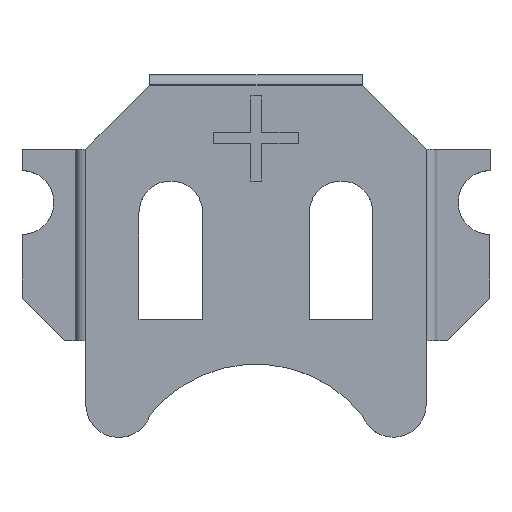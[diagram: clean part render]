
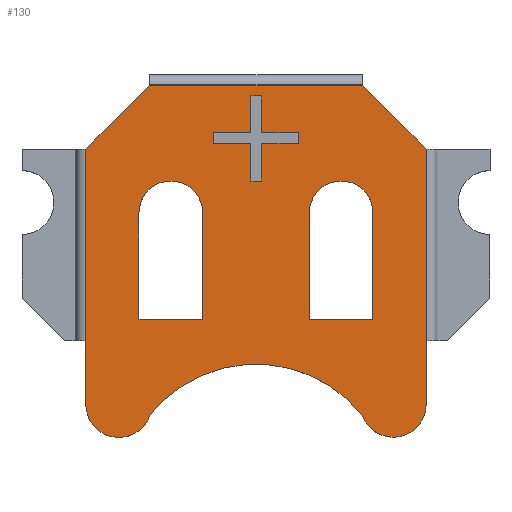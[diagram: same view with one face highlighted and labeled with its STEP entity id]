
A CAD part, top view. The second image highlights one B-rep face of the part: STEP entity #130.
In plain terms, the highlighted planar face has unit normal (0, 0, 1).
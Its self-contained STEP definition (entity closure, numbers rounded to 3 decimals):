
#22 = VERTEX_POINT('',#23);
#23 = CARTESIAN_POINT('',(-4.,3.,0.));
#31 = EDGE_CURVE('',#22,#32,#34,.T.);
#32 = VERTEX_POINT('',#33);
#33 = CARTESIAN_POINT('',(-4.,-1.5,0.));
#34 = LINE('',#35,#36);
#35 = CARTESIAN_POINT('',(-4.,3.,0.));
#36 = VECTOR('',#37,1.);
#37 = DIRECTION('',(0.,-1.,0.));
#130 = ADVANCED_FACE('',(#131,#207,#305,#340),#375,.T.);
#131 = FACE_BOUND('',#132,.T.);
#132 = EDGE_LOOP('',(#133,#143,#149,#150,#158,#167,#176,#185,#193,#201)
  );
#133 = ORIENTED_EDGE('',*,*,#134,.F.);
#134 = EDGE_CURVE('',#135,#137,#139,.T.);
#135 = VERTEX_POINT('',#136);
#136 = CARTESIAN_POINT('',(-2.5,4.5,0.));
#137 = VERTEX_POINT('',#138);
#138 = CARTESIAN_POINT('',(2.5,4.5,0.));
#139 = LINE('',#140,#141);
#140 = CARTESIAN_POINT('',(-2.5,4.5,0.));
#141 = VECTOR('',#142,1.);
#142 = DIRECTION('',(1.,0.,0.));
#143 = ORIENTED_EDGE('',*,*,#144,.T.);
#144 = EDGE_CURVE('',#135,#22,#145,.T.);
#145 = LINE('',#146,#147);
#146 = CARTESIAN_POINT('',(-2.5,4.5,0.));
#147 = VECTOR('',#148,1.);
#148 = DIRECTION('',(-0.707,-0.707,0.));
#149 = ORIENTED_EDGE('',*,*,#31,.T.);
#150 = ORIENTED_EDGE('',*,*,#151,.T.);
#151 = EDGE_CURVE('',#32,#152,#154,.T.);
#152 = VERTEX_POINT('',#153);
#153 = CARTESIAN_POINT('',(-4.,-3.,0.));
#154 = LINE('',#155,#156);
#155 = CARTESIAN_POINT('',(-4.,3.,0.));
#156 = VECTOR('',#157,1.);
#157 = DIRECTION('',(0.,-1.,0.));
#158 = ORIENTED_EDGE('',*,*,#159,.F.);
#159 = EDGE_CURVE('',#160,#152,#162,.T.);
#160 = VERTEX_POINT('',#161);
#161 = CARTESIAN_POINT('',(-2.487,-3.246,0.));
#162 = CIRCLE('',#163,0.776);
#163 = AXIS2_PLACEMENT_3D('',#164,#165,#166);
#164 = CARTESIAN_POINT('',(-3.224,-3.,0.));
#165 = DIRECTION('',(0.,0.,-1.));
#166 = DIRECTION('',(1.,0.,0.));
#167 = ORIENTED_EDGE('',*,*,#168,.T.);
#168 = EDGE_CURVE('',#160,#169,#171,.T.);
#169 = VERTEX_POINT('',#170);
#170 = CARTESIAN_POINT('',(2.5,-3.262,0.));
#171 = CIRCLE('',#172,3.194);
#172 = AXIS2_PLACEMENT_3D('',#173,#174,#175);
#173 = CARTESIAN_POINT('',(0.,-5.25,0.));
#174 = DIRECTION('',(0.,0.,-1.));
#175 = DIRECTION('',(1.,0.,0.));
#176 = ORIENTED_EDGE('',*,*,#177,.F.);
#177 = EDGE_CURVE('',#178,#169,#180,.T.);
#178 = VERTEX_POINT('',#179);
#179 = CARTESIAN_POINT('',(4.,-3.,0.));
#180 = CIRCLE('',#181,0.773);
#181 = AXIS2_PLACEMENT_3D('',#182,#183,#184);
#182 = CARTESIAN_POINT('',(3.227,-3.,0.));
#183 = DIRECTION('',(0.,0.,-1.));
#184 = DIRECTION('',(1.,0.,0.));
#185 = ORIENTED_EDGE('',*,*,#186,.F.);
#186 = EDGE_CURVE('',#187,#178,#189,.T.);
#187 = VERTEX_POINT('',#188);
#188 = CARTESIAN_POINT('',(4.,-1.5,0.));
#189 = LINE('',#190,#191);
#190 = CARTESIAN_POINT('',(4.,3.,0.));
#191 = VECTOR('',#192,1.);
#192 = DIRECTION('',(0.,-1.,0.));
#193 = ORIENTED_EDGE('',*,*,#194,.F.);
#194 = EDGE_CURVE('',#195,#187,#197,.T.);
#195 = VERTEX_POINT('',#196);
#196 = CARTESIAN_POINT('',(4.,3.,0.));
#197 = LINE('',#198,#199);
#198 = CARTESIAN_POINT('',(4.,3.,0.));
#199 = VECTOR('',#200,1.);
#200 = DIRECTION('',(0.,-1.,0.));
#201 = ORIENTED_EDGE('',*,*,#202,.F.);
#202 = EDGE_CURVE('',#137,#195,#203,.T.);
#203 = LINE('',#204,#205);
#204 = CARTESIAN_POINT('',(2.5,4.5,0.));
#205 = VECTOR('',#206,1.);
#206 = DIRECTION('',(0.707,-0.707,0.));
#207 = FACE_BOUND('',#208,.T.);
#208 = EDGE_LOOP('',(#209,#219,#227,#235,#243,#251,#259,#267,#275,#283,
    #291,#299));
#209 = ORIENTED_EDGE('',*,*,#210,.T.);
#210 = EDGE_CURVE('',#211,#213,#215,.T.);
#211 = VERTEX_POINT('',#212);
#212 = CARTESIAN_POINT('',(-0.119,3.132,0.));
#213 = VERTEX_POINT('',#214);
#214 = CARTESIAN_POINT('',(-1.,3.132,0.));
#215 = LINE('',#216,#217);
#216 = CARTESIAN_POINT('',(-1.31,3.132,0.));
#217 = VECTOR('',#218,1.);
#218 = DIRECTION('',(-1.,0.,0.));
#219 = ORIENTED_EDGE('',*,*,#220,.T.);
#220 = EDGE_CURVE('',#213,#221,#223,.T.);
#221 = VERTEX_POINT('',#222);
#222 = CARTESIAN_POINT('',(-1.,3.382,0.));
#223 = LINE('',#224,#225);
#224 = CARTESIAN_POINT('',(-1.,3.816,0.));
#225 = VECTOR('',#226,1.);
#226 = DIRECTION('',(0.,1.,0.));
#227 = ORIENTED_EDGE('',*,*,#228,.T.);
#228 = EDGE_CURVE('',#221,#229,#231,.T.);
#229 = VERTEX_POINT('',#230);
#230 = CARTESIAN_POINT('',(-0.119,3.382,0.));
#231 = LINE('',#232,#233);
#232 = CARTESIAN_POINT('',(-1.75,3.382,0.));
#233 = VECTOR('',#234,1.);
#234 = DIRECTION('',(1.,0.,0.));
#235 = ORIENTED_EDGE('',*,*,#236,.T.);
#236 = EDGE_CURVE('',#229,#237,#239,.T.);
#237 = VERTEX_POINT('',#238);
#238 = CARTESIAN_POINT('',(-0.119,4.25,0.));
#239 = LINE('',#240,#241);
#240 = CARTESIAN_POINT('',(-0.119,3.941,0.));
#241 = VECTOR('',#242,1.);
#242 = DIRECTION('',(0.,1.,0.));
#243 = ORIENTED_EDGE('',*,*,#244,.T.);
#244 = EDGE_CURVE('',#237,#245,#247,.T.);
#245 = VERTEX_POINT('',#246);
#246 = CARTESIAN_POINT('',(0.131,4.25,0.));
#247 = LINE('',#248,#249);
#248 = CARTESIAN_POINT('',(-1.31,4.25,0.));
#249 = VECTOR('',#250,1.);
#250 = DIRECTION('',(1.,0.,0.));
#251 = ORIENTED_EDGE('',*,*,#252,.T.);
#252 = EDGE_CURVE('',#245,#253,#255,.T.);
#253 = VERTEX_POINT('',#254);
#254 = CARTESIAN_POINT('',(0.131,3.382,0.));
#255 = LINE('',#256,#257);
#256 = CARTESIAN_POINT('',(0.131,4.375,0.));
#257 = VECTOR('',#258,1.);
#258 = DIRECTION('',(0.,-1.,0.));
#259 = ORIENTED_EDGE('',*,*,#260,.T.);
#260 = EDGE_CURVE('',#253,#261,#263,.T.);
#261 = VERTEX_POINT('',#262);
#262 = CARTESIAN_POINT('',(1.,3.382,0.));
#263 = LINE('',#264,#265);
#264 = CARTESIAN_POINT('',(-1.185,3.382,0.));
#265 = VECTOR('',#266,1.);
#266 = DIRECTION('',(1.,0.,0.));
#267 = ORIENTED_EDGE('',*,*,#268,.F.);
#268 = EDGE_CURVE('',#269,#261,#271,.T.);
#269 = VERTEX_POINT('',#270);
#270 = CARTESIAN_POINT('',(1.,3.132,0.));
#271 = LINE('',#272,#273);
#272 = CARTESIAN_POINT('',(1.,3.816,0.));
#273 = VECTOR('',#274,1.);
#274 = DIRECTION('',(0.,1.,0.));
#275 = ORIENTED_EDGE('',*,*,#276,.F.);
#276 = EDGE_CURVE('',#277,#269,#279,.T.);
#277 = VERTEX_POINT('',#278);
#278 = CARTESIAN_POINT('',(0.131,3.132,0.));
#279 = LINE('',#280,#281);
#280 = CARTESIAN_POINT('',(-1.185,3.132,0.));
#281 = VECTOR('',#282,1.);
#282 = DIRECTION('',(1.,0.,0.));
#283 = ORIENTED_EDGE('',*,*,#284,.F.);
#284 = EDGE_CURVE('',#285,#277,#287,.T.);
#285 = VERTEX_POINT('',#286);
#286 = CARTESIAN_POINT('',(0.131,2.25,0.));
#287 = LINE('',#288,#289);
#288 = CARTESIAN_POINT('',(0.131,3.375,0.));
#289 = VECTOR('',#290,1.);
#290 = DIRECTION('',(0.,1.,0.));
#291 = ORIENTED_EDGE('',*,*,#292,.F.);
#292 = EDGE_CURVE('',#293,#285,#295,.T.);
#293 = VERTEX_POINT('',#294);
#294 = CARTESIAN_POINT('',(-0.119,2.25,0.));
#295 = LINE('',#296,#297);
#296 = CARTESIAN_POINT('',(-1.31,2.25,0.));
#297 = VECTOR('',#298,1.);
#298 = DIRECTION('',(1.,0.,0.));
#299 = ORIENTED_EDGE('',*,*,#300,.T.);
#300 = EDGE_CURVE('',#293,#211,#301,.T.);
#301 = LINE('',#302,#303);
#302 = CARTESIAN_POINT('',(-0.119,3.375,0.));
#303 = VECTOR('',#304,1.);
#304 = DIRECTION('',(0.,1.,0.));
#305 = FACE_BOUND('',#306,.T.);
#306 = EDGE_LOOP('',(#307,#317,#325,#333));
#307 = ORIENTED_EDGE('',*,*,#308,.F.);
#308 = EDGE_CURVE('',#309,#311,#313,.T.);
#309 = VERTEX_POINT('',#310);
#310 = CARTESIAN_POINT('',(-1.25,-1.,0.));
#311 = VERTEX_POINT('',#312);
#312 = CARTESIAN_POINT('',(-1.25,1.5,0.));
#313 = LINE('',#314,#315);
#314 = CARTESIAN_POINT('',(-1.25,1.75,0.));
#315 = VECTOR('',#316,1.);
#316 = DIRECTION('',(0.,1.,0.));
#317 = ORIENTED_EDGE('',*,*,#318,.T.);
#318 = EDGE_CURVE('',#309,#319,#321,.T.);
#319 = VERTEX_POINT('',#320);
#320 = CARTESIAN_POINT('',(-2.75,-1.,0.));
#321 = LINE('',#322,#323);
#322 = CARTESIAN_POINT('',(-1.875,-1.,0.));
#323 = VECTOR('',#324,1.);
#324 = DIRECTION('',(-1.,0.,0.));
#325 = ORIENTED_EDGE('',*,*,#326,.T.);
#326 = EDGE_CURVE('',#319,#327,#329,.T.);
#327 = VERTEX_POINT('',#328);
#328 = CARTESIAN_POINT('',(-2.75,1.5,0.));
#329 = LINE('',#330,#331);
#330 = CARTESIAN_POINT('',(-2.75,1.75,0.));
#331 = VECTOR('',#332,1.);
#332 = DIRECTION('',(0.,1.,0.));
#333 = ORIENTED_EDGE('',*,*,#334,.F.);
#334 = EDGE_CURVE('',#311,#327,#335,.T.);
#335 = CIRCLE('',#336,0.75);
#336 = AXIS2_PLACEMENT_3D('',#337,#338,#339);
#337 = CARTESIAN_POINT('',(-2.,1.5,0.));
#338 = DIRECTION('',(0.,0.,1.));
#339 = DIRECTION('',(1.,0.,0.));
#340 = FACE_BOUND('',#341,.T.);
#341 = EDGE_LOOP('',(#342,#352,#360,#368));
#342 = ORIENTED_EDGE('',*,*,#343,.F.);
#343 = EDGE_CURVE('',#344,#346,#348,.T.);
#344 = VERTEX_POINT('',#345);
#345 = CARTESIAN_POINT('',(2.75,-1.,0.));
#346 = VERTEX_POINT('',#347);
#347 = CARTESIAN_POINT('',(2.75,1.5,0.));
#348 = LINE('',#349,#350);
#349 = CARTESIAN_POINT('',(2.75,1.75,0.));
#350 = VECTOR('',#351,1.);
#351 = DIRECTION('',(0.,1.,0.));
#352 = ORIENTED_EDGE('',*,*,#353,.F.);
#353 = EDGE_CURVE('',#354,#344,#356,.T.);
#354 = VERTEX_POINT('',#355);
#355 = CARTESIAN_POINT('',(1.25,-1.,0.));
#356 = LINE('',#357,#358);
#357 = CARTESIAN_POINT('',(-0.625,-1.,0.));
#358 = VECTOR('',#359,1.);
#359 = DIRECTION('',(1.,0.,0.));
#360 = ORIENTED_EDGE('',*,*,#361,.T.);
#361 = EDGE_CURVE('',#354,#362,#364,.T.);
#362 = VERTEX_POINT('',#363);
#363 = CARTESIAN_POINT('',(1.25,1.5,0.));
#364 = LINE('',#365,#366);
#365 = CARTESIAN_POINT('',(1.25,1.75,0.));
#366 = VECTOR('',#367,1.);
#367 = DIRECTION('',(0.,1.,0.));
#368 = ORIENTED_EDGE('',*,*,#369,.F.);
#369 = EDGE_CURVE('',#346,#362,#370,.T.);
#370 = CIRCLE('',#371,0.75);
#371 = AXIS2_PLACEMENT_3D('',#372,#373,#374);
#372 = CARTESIAN_POINT('',(2.,1.5,0.));
#373 = DIRECTION('',(0.,0.,1.));
#374 = DIRECTION('',(1.,0.,0.));
#375 = PLANE('',#376);
#376 = AXIS2_PLACEMENT_3D('',#377,#378,#379);
#377 = CARTESIAN_POINT('',(-2.5,4.5,0.));
#378 = DIRECTION('',(0.,0.,1.));
#379 = DIRECTION('',(1.,0.,0.));
